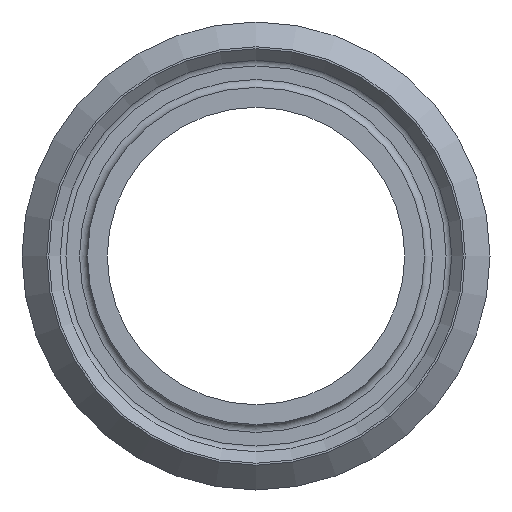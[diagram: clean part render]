
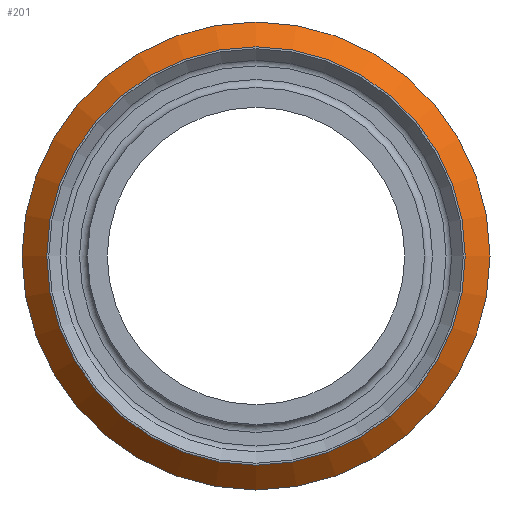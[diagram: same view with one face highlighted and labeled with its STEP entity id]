
A CAD part, left-side view. The second image highlights one B-rep face of the part: STEP entity #201.
In plain terms, the highlighted conical face has half-angle 45 degrees and reference radius 11.8 mm.
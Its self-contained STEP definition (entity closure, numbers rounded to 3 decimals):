
#30=CONICAL_SURFACE('',#234,11.8,0.785);
#36=ORIENTED_EDGE('',*,*,#72,.F.);
#37=ORIENTED_EDGE('',*,*,#70,.T.);
#70=EDGE_CURVE('',#88,#88,#106,.T.);
#72=EDGE_CURVE('',#90,#90,#108,.T.);
#88=VERTEX_POINT('',#344);
#90=VERTEX_POINT('',#349);
#106=CIRCLE('',#232,11.8);
#108=CIRCLE('',#235,10.55);
#126=EDGE_LOOP('',(#36));
#127=EDGE_LOOP('',(#37));
#162=FACE_BOUND('',#126,.T.);
#163=FACE_BOUND('',#127,.T.);
#201=ADVANCED_FACE('',(#162,#163),#30,.T.);
#232=AXIS2_PLACEMENT_3D('',#343,#271,#272);
#234=AXIS2_PLACEMENT_3D('',#347,#275,#276);
#235=AXIS2_PLACEMENT_3D('',#348,#277,#278);
#271=DIRECTION('',(-1.,0.,0.));
#272=DIRECTION('',(0.,0.,1.));
#275=DIRECTION('',(1.,0.,0.));
#276=DIRECTION('',(0.,0.,-1.));
#277=DIRECTION('',(-1.,0.,0.));
#278=DIRECTION('',(0.,0.,1.));
#343=CARTESIAN_POINT('',(-0.95,0.,0.));
#344=CARTESIAN_POINT('',(-0.95,0.,11.8));
#347=CARTESIAN_POINT('',(-0.95,0.,0.));
#348=CARTESIAN_POINT('',(-2.2,0.,0.));
#349=CARTESIAN_POINT('',(-2.2,0.,10.55));
